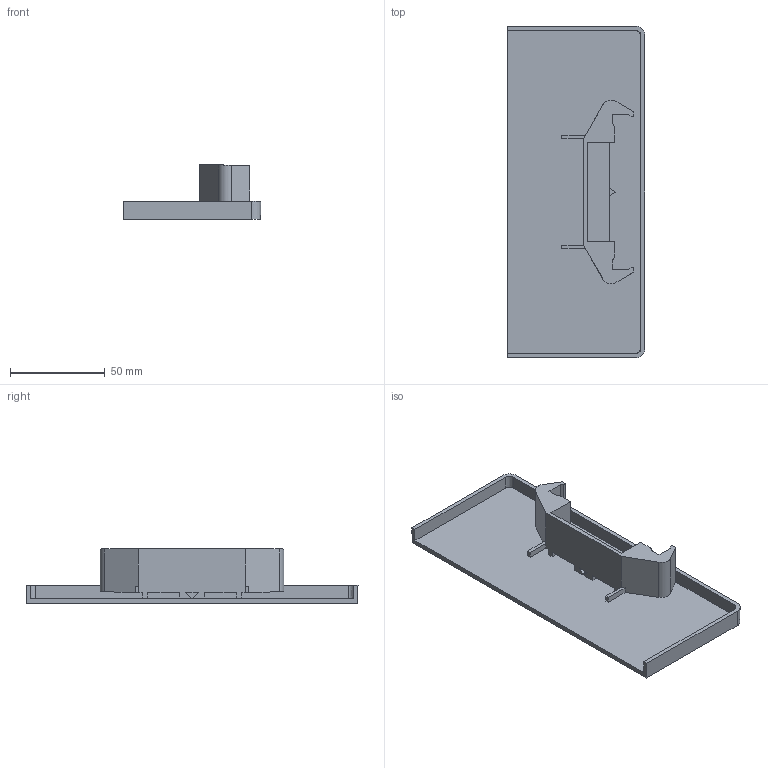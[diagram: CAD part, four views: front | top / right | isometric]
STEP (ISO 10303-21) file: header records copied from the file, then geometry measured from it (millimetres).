
FILE_DESCRIPTION (( 'STEP AP214' ), '1' );
FILE_NAME ('6114380.stp', '2016-05-11T11:44:37', ( '' ), ( '' ), 'SwSTEP 2.0', 'SolidWorks 2014', '' );
FILE_SCHEMA (( 'AUTOMOTIVE_DESIGN' ));
Length unit declared in the file: millimetre
Products named in the file (3): 004339_PVC; 6114380; 004359_Standard
Assembly tree (2 placements, depth 2):
  6114380
    004339_PVC
    004359_Standard
Bounding box: 72.67 x 174.93 x 28.89 mm (x, y, z)
Volume: 54281.6 mm3; surface area: 40480.8 mm2
Topology: 2 solids, 2 shells, 76 faces, 214 edges, 142 vertices
Faces by surface type: plane 63, cylinder 9, cone 4
Entity records: 2522 total; most frequent: CARTESIAN_POINT 485, ORIENTED_EDGE 428, DIRECTION 370, EDGE_CURVE 214, VECTOR 188, LINE 188, VERTEX_POINT 142, AXIS2_PLACEMENT_3D 91
